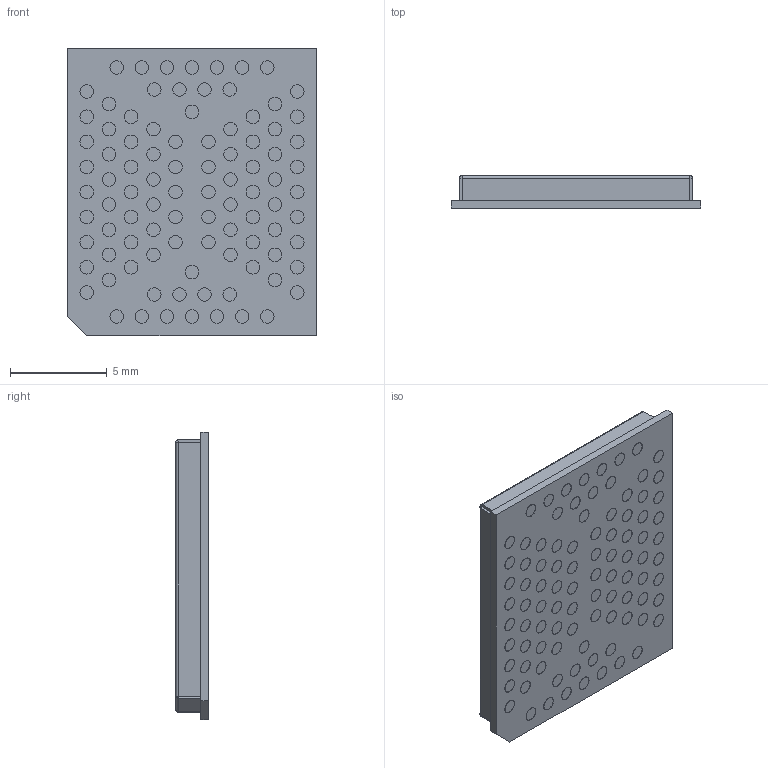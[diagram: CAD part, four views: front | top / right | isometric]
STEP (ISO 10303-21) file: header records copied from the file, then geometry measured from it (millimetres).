
FILE_DESCRIPTION((''),'2;1');
FILE_NAME('QUECTEL_BG77_3D_DIMENSIONS_ASM','2019-07-16T',('siler.liu'),(''),'CREO PARAMETRIC BY PTC INC, 2014190','CREO PARAMETRIC BY PTC INC, 2014190','');
FILE_SCHEMA(('AUTOMOTIVE_DESIGN { 1 0 10303 214 1 1 1 1 }'));
Products named in the file (3): BG77_COVER; BG77_PCB; QUECTEL_BG77_3D_DIMENSIONS_ASM
Assembly tree (2 placements, depth 2):
  QUECTEL_BG77_3D_DIMENSIONS_ASM
    BG77_COVER
    BG77_PCB
Bounding box: 12.9 x 1.7 x 14.9 mm (x, y, z)
Volume: 109.5 mm3; surface area: 878.7 mm2
Topology: 2 solids, 2 shells, 1961 faces, 5087 edges, 3324 vertices
Faces by surface type: plane 1720, cylinder 195, extrusion 46
Entity records: 76283 total; most frequent: CARTESIAN_POINT 10849, ORIENTED_EDGE 10174, DIRECTION 9271, PRESENTATION_STYLE_ASSIGNMENT 5235, STYLED_ITEM 5089, CURVE_STYLE 5087, EDGE_CURVE 5087, VECTOR 4651
